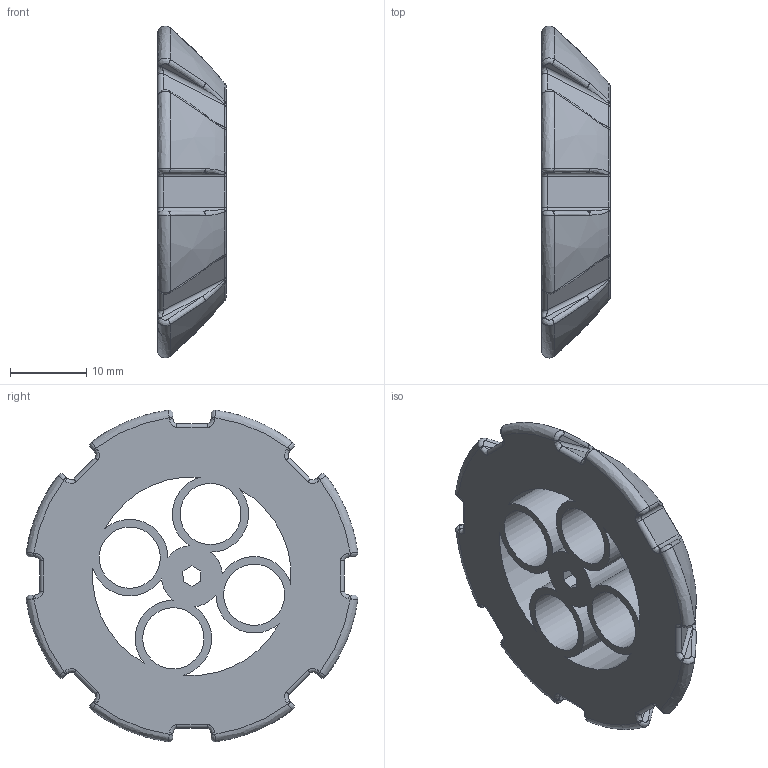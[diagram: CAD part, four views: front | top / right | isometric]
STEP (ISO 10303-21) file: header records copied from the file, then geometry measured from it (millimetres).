
FILE_DESCRIPTION(('FreeCAD Model'),'2;1');
FILE_NAME('Open CASCADE Shape Model','2025-05-04T09:17:36',(''),(''), 'Open CASCADE STEP processor 7.6','FreeCAD','Unknown');
FILE_SCHEMA(('AUTOMOTIVE_DESIGN { 1 0 10303 214 1 1 1 1 }'));
Length unit declared in the file: millimetre
Products named in the file (1): wheel001
Bounding box: 9 x 43.45 x 43.45 mm (x, y, z)
Volume: 6161.5 mm3; surface area: 5210.7 mm2
Topology: 1 solids, 1 shells, 220 faces, 526 edges, 308 vertices
Faces by surface type: bspline 136, cylinder 44, plane 32, revolution 8
Full cylindrical faces by diameter (mm): 8 x4
Entity records: 28132 total; most frequent: CARTESIAN_POINT 24679, ORIENTED_EDGE 1052, EDGE_CURVE 526, DIRECTION 376, VERTEX_POINT 308, FACE_BOUND 238, EDGE_LOOP 238, ADVANCED_FACE 220
